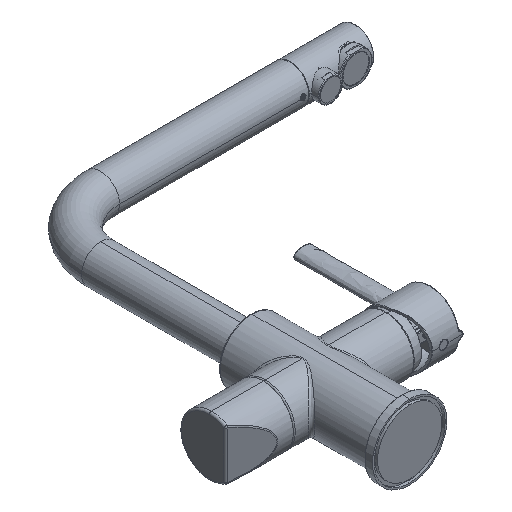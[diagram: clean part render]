
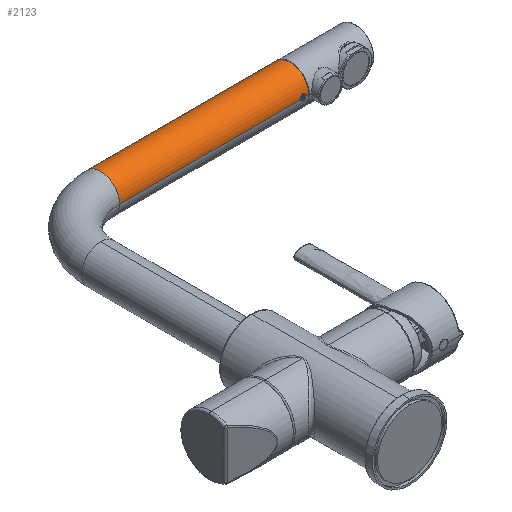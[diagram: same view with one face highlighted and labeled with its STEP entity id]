
A CAD part, isometric view. The second image highlights one B-rep face of the part: STEP entity #2123.
In plain terms, the highlighted cylindrical face has radius 14 mm (diameter 28 mm), a partial arc.
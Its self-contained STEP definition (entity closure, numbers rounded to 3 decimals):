
#376 = DIRECTION ( 'NONE',  ( 1., 0., 0. ) ) ;
#776 = VERTEX_POINT ( 'NONE', #11189 ) ;
#1264 = DIRECTION ( 'NONE',  ( 1., 0., 0. ) ) ;
#1704 = CARTESIAN_POINT ( 'NONE',  ( 17.399, 193.912, 0. ) ) ;
#1766 = CARTESIAN_POINT ( 'NONE',  ( 151.834, 193.921, 0.532 ) ) ;
#2123 = ADVANCED_FACE ( 'NONE', ( #34847 ), #3231, .T. ) ;
#2293 = AXIS2_PLACEMENT_3D ( 'NONE', #57931, #19470, #58331 ) ;
#2481 = VERTEX_POINT ( 'NONE', #11137 ) ;
#3231 = CYLINDRICAL_SURFACE ( 'NONE', #38678, 14. ) ;
#5565 = LINE ( 'NONE', #47262, #46018 ) ;
#6708 = ORIENTED_EDGE ( 'NONE', *, *, #40188, .T. ) ;
#7316 = CARTESIAN_POINT ( 'NONE',  ( 151.967, 193.936, 0.826 ) ) ;
#10309 = LINE ( 'NONE', #1704, #56739 ) ;
#10897 = DIRECTION ( 'NONE',  ( 1., 0., 0. ) ) ;
#11137 = CARTESIAN_POINT ( 'NONE',  ( 157.399, 221.912, 0. ) ) ;
#11189 = CARTESIAN_POINT ( 'NONE',  ( 17.399, 221.912, 0. ) ) ;
#11368 = CARTESIAN_POINT ( 'NONE',  ( 152.964, 194.004, 1.606 ) ) ;
#13579 = CARTESIAN_POINT ( 'NONE',  ( 157.399, 193.912, 0. ) ) ;
#14290 = CARTESIAN_POINT ( 'NONE',  ( 154.131, 193.99, 1.483 ) ) ;
#15065 = CARTESIAN_POINT ( 'NONE',  ( 153.508, 194.009, 1.65 ) ) ;
#18130 = EDGE_CURVE ( 'NONE', #776, #21725, #47616, .T. ) ;
#18866 = VERTEX_POINT ( 'NONE', #13579 ) ;
#18952 = DIRECTION ( 'NONE',  ( 1., 0., 0. ) ) ;
#19372 = CARTESIAN_POINT ( 'NONE',  ( 17.399, 221.912, 0. ) ) ;
#19470 = DIRECTION ( 'NONE',  ( 1., 0., 0. ) ) ;
#19628 = CARTESIAN_POINT ( 'NONE',  ( 153.827, 194.003, 1.597 ) ) ;
#19830 = CARTESIAN_POINT ( 'NONE',  ( 154.406, 193.973, 1.312 ) ) ;
#20439 = CARTESIAN_POINT ( 'NONE',  ( 153.399, 194.009, 1.65 ) ) ;
#21374 = EDGE_CURVE ( 'NONE', #2481, #18866, #29823, .T. ) ;
#21725 = VERTEX_POINT ( 'NONE', #36312 ) ;
#21961 = EDGE_CURVE ( 'NONE', #776, #2481, #59771, .T. ) ;
#23824 = CARTESIAN_POINT ( 'NONE',  ( 154.841, 193.935, 0.83 ) ) ;
#24427 = CARTESIAN_POINT ( 'NONE',  ( 154.226, 193.985, 1.432 ) ) ;
#24835 = CARTESIAN_POINT ( 'NONE',  ( 151.76, 193.913, 0.216 ) ) ;
#24928 = DIRECTION ( 'NONE',  ( 0., 1., 0. ) ) ;
#25646 = CARTESIAN_POINT ( 'NONE',  ( 151.916, 193.93, 0.732 ) ) ;
#28539 = CARTESIAN_POINT ( 'NONE',  ( 153.932, 193.999, 1.565 ) ) ;
#29315 = AXIS2_PLACEMENT_3D ( 'NONE', #47444, #376, #33491 ) ;
#29351 = CARTESIAN_POINT ( 'NONE',  ( 155.049, 193.912, 0. ) ) ;
#29548 = CARTESIAN_POINT ( 'NONE',  ( 151.802, 193.918, 0.427 ) ) ;
#29823 = CIRCLE ( 'NONE', #29315, 14. ) ;
#30995 = CARTESIAN_POINT ( 'NONE',  ( 153.399, 194.009, 1.65 ) ) ;
#33387 = VERTEX_POINT ( 'NONE', #58419 ) ;
#33491 = DIRECTION ( 'NONE',  ( 0., 0., 1. ) ) ;
#34063 = CARTESIAN_POINT ( 'NONE',  ( 151.749, 193.912, 0.109 ) ) ;
#34672 = CARTESIAN_POINT ( 'NONE',  ( 152.384, 193.973, 1.318 ) ) ;
#34673 = ORIENTED_EDGE ( 'NONE', *, *, #50437, .T. ) ;
#34847 = FACE_OUTER_BOUND ( 'NONE', #55437, .T. ) ;
#35086 = CARTESIAN_POINT ( 'NONE',  ( 152.568, 193.986, 1.441 ) ) ;
#36312 = CARTESIAN_POINT ( 'NONE',  ( 17.399, 193.912, 0. ) ) ;
#37311 = ORIENTED_EDGE ( 'NONE', *, *, #18130, .T. ) ;
#38212 = CARTESIAN_POINT ( 'NONE',  ( 154.49, 193.967, 1.242 ) ) ;
#38678 = AXIS2_PLACEMENT_3D ( 'NONE', #53503, #1264, #24928 ) ;
#40188 = EDGE_CURVE ( 'NONE', #21725, #33387, #5565, .T. ) ;
#40220 = CARTESIAN_POINT ( 'NONE',  ( 152.156, 193.954, 1.09 ) ) ;
#42167 = ORIENTED_EDGE ( 'NONE', *, *, #21961, .F. ) ;
#42291 = VERTEX_POINT ( 'NONE', #30995 ) ;
#42715 = CARTESIAN_POINT ( 'NONE',  ( 155.006, 193.917, 0.433 ) ) ;
#43811 = EDGE_CURVE ( 'NONE', #33387, #42291, #51477, .T. ) ;
#44416 = ORIENTED_EDGE ( 'NONE', *, *, #43811, .T. ) ;
#45376 = ORIENTED_EDGE ( 'NONE', *, *, #53376, .T. ) ;
#46018 = VECTOR ( 'NONE', #57315, 1000. ) ;
#46561 = VECTOR ( 'NONE', #18952, 1000. ) ;
#47262 = CARTESIAN_POINT ( 'NONE',  ( 17.399, 193.912, 0. ) ) ;
#47444 = CARTESIAN_POINT ( 'NONE',  ( 157.399, 207.912, 0. ) ) ;
#47616 = CIRCLE ( 'NONE', #2293, 14. ) ;
#47627 = CARTESIAN_POINT ( 'NONE',  ( 153.399, 194.009, 1.65 ) ) ;
#48032 = CARTESIAN_POINT ( 'NONE',  ( 153.616, 194.008, 1.639 ) ) ;
#48442 = B_SPLINE_CURVE_WITH_KNOTS ( 'NONE', 3,
 ( #47627, #15065, #48032, #19628, #28539, #14290, #24427, #19830, #38212, #52804, #23824, #42715, #57485, #29351 ),
 .UNSPECIFIED., .F., .F.,
 ( 4, 2, 2, 2, 2, 2, 4 ),
 ( 0., 0., 0.001, 0.001, 0.001, 0.002, 0.003 ),
 .UNSPECIFIED. ) ;
#50437 = EDGE_CURVE ( 'NONE', #58742, #18866, #10309, .T. ) ;
#51477 = B_SPLINE_CURVE_WITH_KNOTS ( 'NONE', 3,
 ( #57874, #34063, #24835, #29548, #1766, #25646, #7316, #58292, #40220, #34672, #35086, #11368, #53390, #20439 ),
 .UNSPECIFIED., .F., .F.,
 ( 4, 2, 2, 2, 2, 2, 4 ),
 ( 0.008, 0.008, 0.008, 0.009, 0.009, 0.01, 0.01 ),
 .UNSPECIFIED. ) ;
#52804 = CARTESIAN_POINT ( 'NONE',  ( 154.718, 193.948, 1.014 ) ) ;
#53376 = EDGE_CURVE ( 'NONE', #42291, #58742, #48442, .T. ) ;
#53390 = CARTESIAN_POINT ( 'NONE',  ( 153.181, 194.009, 1.65 ) ) ;
#53503 = CARTESIAN_POINT ( 'NONE',  ( 17.399, 207.912, 0. ) ) ;
#55249 = CARTESIAN_POINT ( 'NONE',  ( 155.049, 193.912, 0. ) ) ;
#55437 = EDGE_LOOP ( 'NONE', ( #37311, #6708, #44416, #45376, #34673, #59770, #42167 ) ) ;
#56739 = VECTOR ( 'NONE', #10897, 1000. ) ;
#57315 = DIRECTION ( 'NONE',  ( 1., 0., 0. ) ) ;
#57485 = CARTESIAN_POINT ( 'NONE',  ( 155.049, 193.912, 0.216 ) ) ;
#57874 = CARTESIAN_POINT ( 'NONE',  ( 151.749, 193.912, 0. ) ) ;
#57931 = CARTESIAN_POINT ( 'NONE',  ( 17.399, 207.912, 0. ) ) ;
#58292 = CARTESIAN_POINT ( 'NONE',  ( 152.087, 193.948, 1.006 ) ) ;
#58331 = DIRECTION ( 'NONE',  ( 0., 0., 1. ) ) ;
#58419 = CARTESIAN_POINT ( 'NONE',  ( 151.749, 193.912, 0. ) ) ;
#58742 = VERTEX_POINT ( 'NONE', #55249 ) ;
#59770 = ORIENTED_EDGE ( 'NONE', *, *, #21374, .F. ) ;
#59771 = LINE ( 'NONE', #19372, #46561 ) ;
